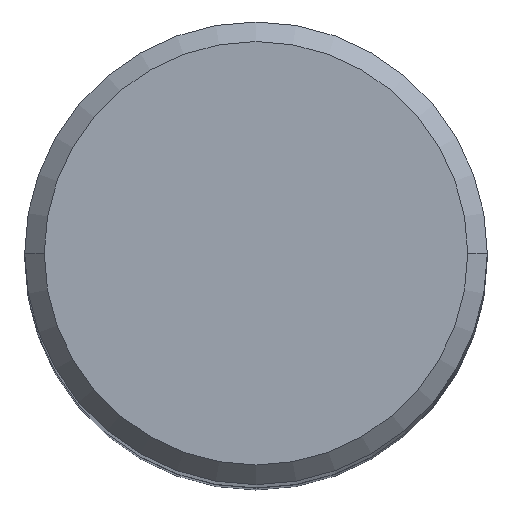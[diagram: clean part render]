
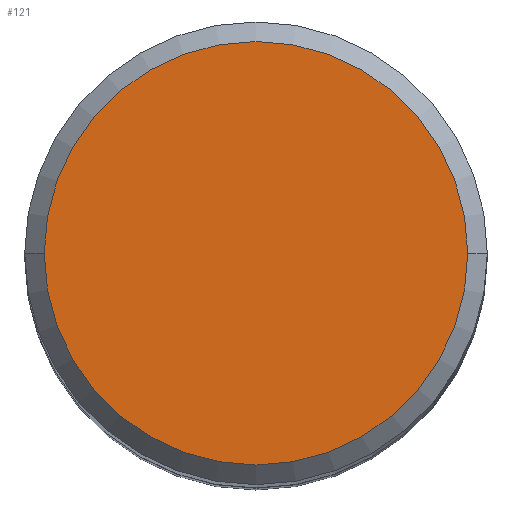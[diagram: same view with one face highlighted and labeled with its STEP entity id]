
A CAD part, top view. The second image highlights one B-rep face of the part: STEP entity #121.
In plain terms, the highlighted planar face has unit normal (0, 0, 1).
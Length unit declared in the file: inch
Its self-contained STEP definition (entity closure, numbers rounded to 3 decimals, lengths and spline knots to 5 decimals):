
#18 = VERTEX_POINT ( 'NONE', #372 ) ;
#41 = CARTESIAN_POINT ( 'NONE',  ( -0.2162, 0., 0. ) ) ;
#67 = EDGE_CURVE ( 'NONE', #237, #18, #494, .T. ) ;
#75 = DIRECTION ( 'NONE',  ( -1., 0., 0. ) ) ;
#110 = ORIENTED_EDGE ( 'NONE', *, *, #67, .T. ) ;
#119 = DIRECTION ( 'NONE',  ( 0., 0., -1. ) ) ;
#121 = ADVANCED_FACE ( 'NONE', ( #297 ), #508, .F. ) ;
#162 = DIRECTION ( 'NONE',  ( 0., 0., 1. ) ) ;
#197 = EDGE_CURVE ( 'NONE', #18, #237, #201, .T. ) ;
#201 = CIRCLE ( 'NONE', #381, 0.2162 ) ;
#229 = AXIS2_PLACEMENT_3D ( 'NONE', #341, #464, #249 ) ;
#237 = VERTEX_POINT ( 'NONE', #41 ) ;
#249 = DIRECTION ( 'NONE',  ( 1., 0., 0. ) ) ;
#251 = CARTESIAN_POINT ( 'NONE',  ( 0., 0.2162, 0. ) ) ;
#290 = DIRECTION ( 'NONE',  ( 1., 0., 0. ) ) ;
#297 = FACE_OUTER_BOUND ( 'NONE', #389, .T. ) ;
#341 = CARTESIAN_POINT ( 'NONE',  ( 0., 0., 0. ) ) ;
#372 = CARTESIAN_POINT ( 'NONE',  ( 0.2162, 0., 0. ) ) ;
#381 = AXIS2_PLACEMENT_3D ( 'NONE', #461, #162, #290 ) ;
#389 = EDGE_LOOP ( 'NONE', ( #110, #492 ) ) ;
#428 = AXIS2_PLACEMENT_3D ( 'NONE', #251, #119, #75 ) ;
#461 = CARTESIAN_POINT ( 'NONE',  ( 0., 0., 0. ) ) ;
#464 = DIRECTION ( 'NONE',  ( 0., 0., 1. ) ) ;
#492 = ORIENTED_EDGE ( 'NONE', *, *, #197, .T. ) ;
#494 = CIRCLE ( 'NONE', #229, 0.2162 ) ;
#508 = PLANE ( 'NONE',  #428 ) ;
